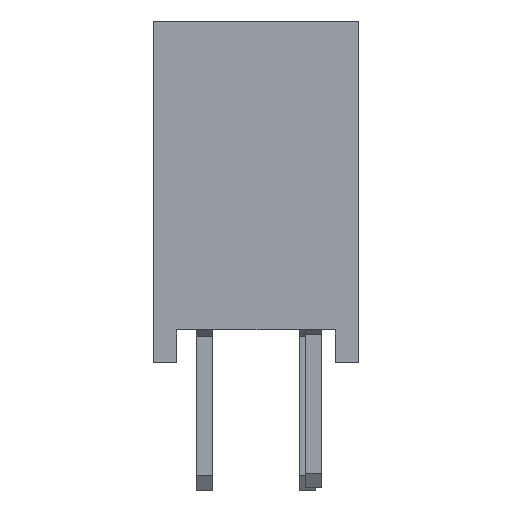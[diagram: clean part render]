
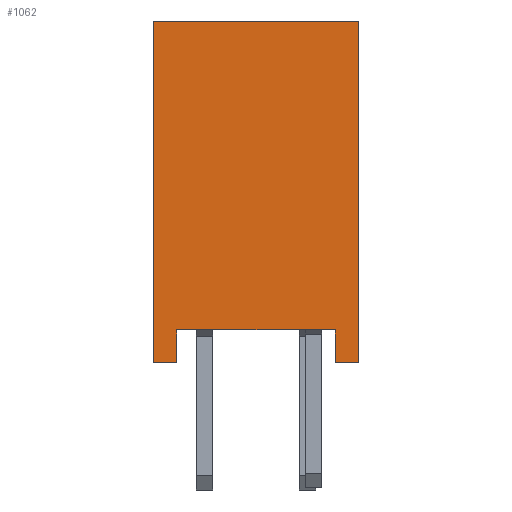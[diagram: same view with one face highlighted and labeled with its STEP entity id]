
A CAD part, left-side view. The second image highlights one B-rep face of the part: STEP entity #1062.
In plain terms, the highlighted planar face has unit normal (-1, 0, 0).
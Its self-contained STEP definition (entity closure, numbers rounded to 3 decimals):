
#1062 = ADVANCED_FACE( '', ( #2350 ), #2351, .T. );
#2350 = FACE_OUTER_BOUND( '', #3989, .T. );
#2351 = PLANE( '', #3990 );
#3989 = EDGE_LOOP( '', ( #6091, #6092, #6093, #6094, #6095, #6096, #6097, #6098 ) );
#3990 = AXIS2_PLACEMENT_3D( '', #6099, #6100, #6101 );
#6091 = ORIENTED_EDGE( '', *, *, #10687, .T. );
#6092 = ORIENTED_EDGE( '', *, *, #10688, .T. );
#6093 = ORIENTED_EDGE( '', *, *, #10689, .F. );
#6094 = ORIENTED_EDGE( '', *, *, #10690, .T. );
#6095 = ORIENTED_EDGE( '', *, *, #10406, .T. );
#6096 = ORIENTED_EDGE( '', *, *, #10691, .F. );
#6097 = ORIENTED_EDGE( '', *, *, #10577, .F. );
#6098 = ORIENTED_EDGE( '', *, *, #10321, .T. );
#6099 = CARTESIAN_POINT( '', ( -25.65, -2.54, -4.2 ) );
#6100 = DIRECTION( '', ( -1., 0., 0. ) );
#6101 = DIRECTION( '', ( 0., 0., 1. ) );
#10321 = EDGE_CURVE( '', #12306, #12310, #12312, .T. );
#10406 = EDGE_CURVE( '', #12477, #12474, #12478, .T. );
#10577 = EDGE_CURVE( '', #12306, #12790, #12791, .T. );
#10687 = EDGE_CURVE( '', #12310, #12968, #12969, .T. );
#10688 = EDGE_CURVE( '', #12968, #12970, #12971, .T. );
#10689 = EDGE_CURVE( '', #12972, #12970, #12973, .T. );
#10690 = EDGE_CURVE( '', #12972, #12477, #12974, .T. );
#10691 = EDGE_CURVE( '', #12790, #12474, #12975, .T. );
#12306 = VERTEX_POINT( '', #15156 );
#12310 = VERTEX_POINT( '', #15162 );
#12312 = LINE( '', #15165, #15166 );
#12474 = VERTEX_POINT( '', #15409 );
#12477 = VERTEX_POINT( '', #15413 );
#12478 = LINE( '', #15414, #15415 );
#12790 = VERTEX_POINT( '', #15879 );
#12791 = LINE( '', #15880, #15881 );
#12968 = VERTEX_POINT( '', #16142 );
#12969 = LINE( '', #16143, #16144 );
#12970 = VERTEX_POINT( '', #16145 );
#12971 = LINE( '', #16146, #16147 );
#12972 = VERTEX_POINT( '', #16148 );
#12973 = LINE( '', #16149, #16150 );
#12974 = LINE( '', #16151, #16152 );
#12975 = LINE( '', #16153, #16154 );
#15156 = CARTESIAN_POINT( '', ( -25.65, 1.95, -4.2 ) );
#15162 = CARTESIAN_POINT( '', ( -25.65, 1.95, -3.4 ) );
#15165 = CARTESIAN_POINT( '', ( -25.65, 1.95, -4.2 ) );
#15166 = VECTOR( '', #19073, 1000. );
#15409 = CARTESIAN_POINT( '', ( -25.65, 2.54, 4.2 ) );
#15413 = CARTESIAN_POINT( '', ( -25.65, -2.54, 4.2 ) );
#15414 = CARTESIAN_POINT( '', ( -25.65, -2.54, 4.2 ) );
#15415 = VECTOR( '', #19156, 1000. );
#15879 = CARTESIAN_POINT( '', ( -25.65, 2.54, -4.2 ) );
#15880 = CARTESIAN_POINT( '', ( -25.65, -2.54, -4.2 ) );
#15881 = VECTOR( '', #19309, 1000. );
#16142 = CARTESIAN_POINT( '', ( -25.65, -1.95, -3.4 ) );
#16143 = CARTESIAN_POINT( '', ( -25.65, -2.54, -3.4 ) );
#16144 = VECTOR( '', #19394, 1000. );
#16145 = CARTESIAN_POINT( '', ( -25.65, -1.95, -4.2 ) );
#16146 = CARTESIAN_POINT( '', ( -25.65, -1.95, -4.2 ) );
#16147 = VECTOR( '', #19395, 1000. );
#16148 = CARTESIAN_POINT( '', ( -25.65, -2.54, -4.2 ) );
#16149 = CARTESIAN_POINT( '', ( -25.65, -2.54, -4.2 ) );
#16150 = VECTOR( '', #19396, 1000. );
#16151 = CARTESIAN_POINT( '', ( -25.65, -2.54, -4.2 ) );
#16152 = VECTOR( '', #19397, 1000. );
#16153 = CARTESIAN_POINT( '', ( -25.65, 2.54, -4.2 ) );
#16154 = VECTOR( '', #19398, 1000. );
#19073 = DIRECTION( '', ( 0., 0., 1. ) );
#19156 = DIRECTION( '', ( 0., 1., 0. ) );
#19309 = DIRECTION( '', ( 0., 1., 0. ) );
#19394 = DIRECTION( '', ( 0., -1., 0. ) );
#19395 = DIRECTION( '', ( 0., 0., -1. ) );
#19396 = DIRECTION( '', ( 0., 1., 0. ) );
#19397 = DIRECTION( '', ( 0., 0., 1. ) );
#19398 = DIRECTION( '', ( 0., 0., 1. ) );
